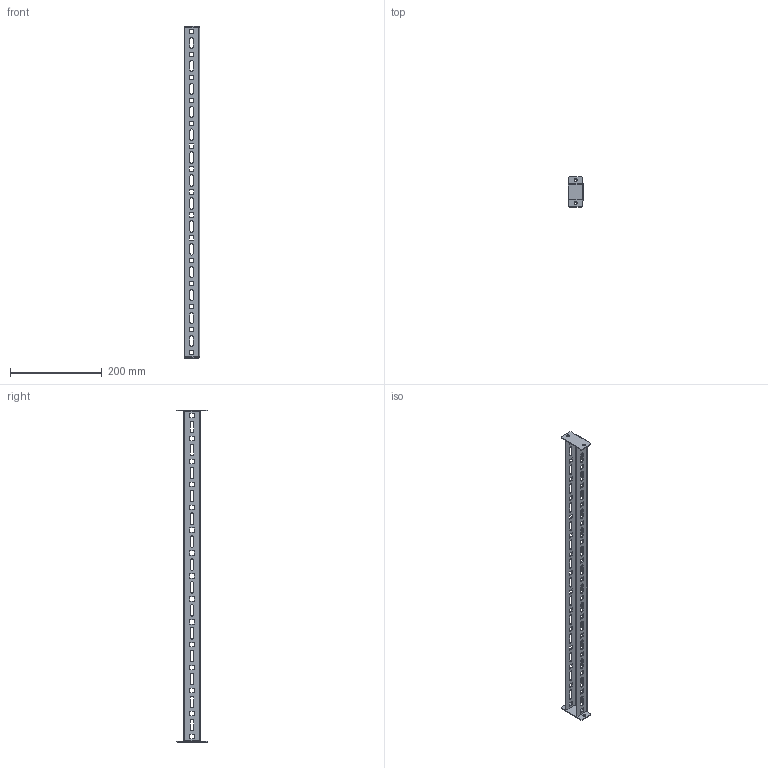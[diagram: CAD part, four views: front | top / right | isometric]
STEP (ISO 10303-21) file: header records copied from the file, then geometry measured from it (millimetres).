
FILE_DESCRIPTION (( 'STEP AP203' ), '1' );
FILE_NAME ('Áîêîâàÿ ðåéêà FORD äëÿ êîðïóñà ãëóáèíîé 800 (4øò.) EKF PROxima.STEP', '2020-10-26T06:35:41', ( '' ), ( '' ), 'SwSTEP 2.0', 'SolidWorks 2019', '' );
FILE_SCHEMA (( 'CONFIG_CONTROL_DESIGN' ));
Length unit declared in the file: millimetre
Products named in the file (1): Áîêîâàÿ ðåéêà FORD äëÿ êîðïóñà ãëóáèíîé 800 (4øò.) EKF PROxima
Bounding box: 33 x 66 x 724 mm (x, y, z)
Volume: 94728.8 mm3; surface area: 135487.4 mm2
Topology: 1 solids, 1 shells, 438 faces, 1276 edges, 840 vertices
Faces by surface type: plane 310, cylinder 128
Entity records: 14821 total; most frequent: CARTESIAN_POINT 2555, ORIENTED_EDGE 2552, DIRECTION 2410, EDGE_CURVE 1276, VECTOR 1020, LINE 1020, VERTEX_POINT 840, AXIS2_PLACEMENT_3D 695
